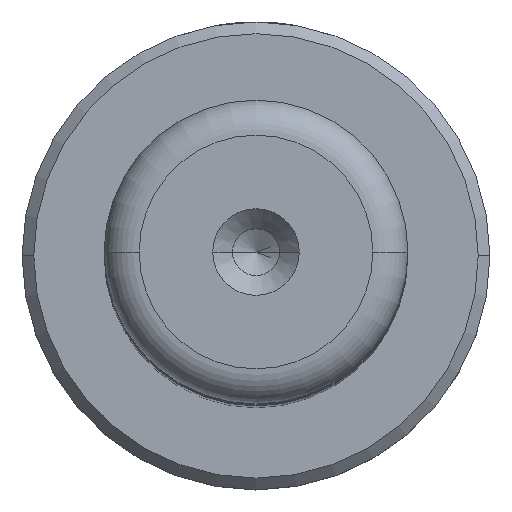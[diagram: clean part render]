
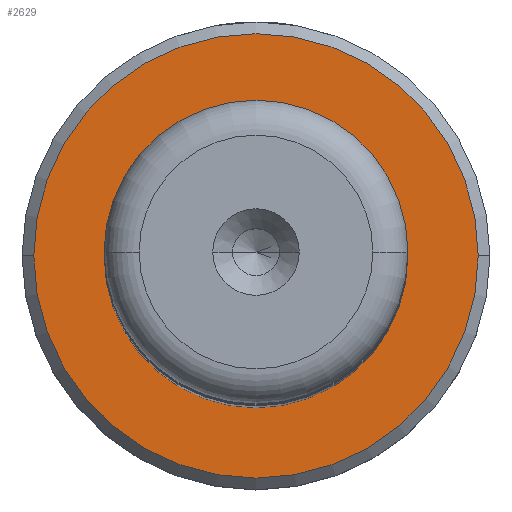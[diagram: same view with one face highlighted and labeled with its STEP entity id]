
A CAD part, top view. The second image highlights one B-rep face of the part: STEP entity #2629.
In plain terms, the highlighted planar face has unit normal (0, 0, 1).
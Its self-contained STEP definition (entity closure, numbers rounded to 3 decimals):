
#34 = PLANE ( 'NONE',  #2211 ) ;
#51 = VERTEX_POINT ( 'NONE', #207 ) ;
#201 = AXIS2_PLACEMENT_3D ( 'NONE', #2099, #732, #2329 ) ;
#207 = CARTESIAN_POINT ( 'NONE',  ( -9.5, 0., 15. ) ) ;
#229 = ORIENTED_EDGE ( 'NONE', *, *, #1127, .T. ) ;
#276 = DIRECTION ( 'NONE',  ( 1., 0., 0. ) ) ;
#401 = ORIENTED_EDGE ( 'NONE', *, *, #1194, .T. ) ;
#508 = EDGE_CURVE ( 'NONE', #2387, #1674, #1164, .T. ) ;
#593 = DIRECTION ( 'NONE',  ( 0., 0., 1. ) ) ;
#675 = CIRCLE ( 'NONE', #201, 5.995 ) ;
#732 = DIRECTION ( 'NONE',  ( 0., 0., -1. ) ) ;
#841 = CARTESIAN_POINT ( 'NONE',  ( 0., 0., 15. ) ) ;
#855 = FACE_BOUND ( 'NONE', #1525, .T. ) ;
#968 = EDGE_CURVE ( 'NONE', #1674, #2387, #675, .T. ) ;
#1005 = VERTEX_POINT ( 'NONE', #2801 ) ;
#1038 = ORIENTED_EDGE ( 'NONE', *, *, #968, .T. ) ;
#1067 = ORIENTED_EDGE ( 'NONE', *, *, #508, .T. ) ;
#1075 = DIRECTION ( 'NONE',  ( 1., 0., 0. ) ) ;
#1127 = EDGE_CURVE ( 'NONE', #1005, #51, #2522, .T. ) ;
#1130 = CARTESIAN_POINT ( 'NONE',  ( -5.995, 0., 15. ) ) ;
#1164 = CIRCLE ( 'NONE', #1901, 5.995 ) ;
#1190 = DIRECTION ( 'NONE',  ( 0., 0., -1. ) ) ;
#1194 = EDGE_CURVE ( 'NONE', #51, #1005, #1265, .T. ) ;
#1265 = CIRCLE ( 'NONE', #2569, 9.5 ) ;
#1525 = EDGE_LOOP ( 'NONE', ( #1038, #1067 ) ) ;
#1670 = DIRECTION ( 'NONE',  ( 0., 0., 1. ) ) ;
#1674 = VERTEX_POINT ( 'NONE', #2890 ) ;
#1901 = AXIS2_PLACEMENT_3D ( 'NONE', #2534, #1190, #2760 ) ;
#1962 = CARTESIAN_POINT ( 'NONE',  ( 0., 0., 15. ) ) ;
#2071 = FACE_OUTER_BOUND ( 'NONE', #2836, .T. ) ;
#2099 = CARTESIAN_POINT ( 'NONE',  ( 0., 0., 15. ) ) ;
#2119 = AXIS2_PLACEMENT_3D ( 'NONE', #1962, #593, #2190 ) ;
#2190 = DIRECTION ( 'NONE',  ( 1., 0., 0. ) ) ;
#2211 = AXIS2_PLACEMENT_3D ( 'NONE', #2566, #1670, #276 ) ;
#2329 = DIRECTION ( 'NONE',  ( -1., 0., 0. ) ) ;
#2387 = VERTEX_POINT ( 'NONE', #1130 ) ;
#2426 = DIRECTION ( 'NONE',  ( 0., 0., 1. ) ) ;
#2522 = CIRCLE ( 'NONE', #2119, 9.5 ) ;
#2534 = CARTESIAN_POINT ( 'NONE',  ( 0., 0., 15. ) ) ;
#2566 = CARTESIAN_POINT ( 'NONE',  ( 0., 0., 15. ) ) ;
#2569 = AXIS2_PLACEMENT_3D ( 'NONE', #841, #2426, #1075 ) ;
#2629 = ADVANCED_FACE ( 'NONE', ( #2071, #855 ), #34, .T. ) ;
#2760 = DIRECTION ( 'NONE',  ( -1., 0., 0. ) ) ;
#2801 = CARTESIAN_POINT ( 'NONE',  ( 9.5, 0., 15. ) ) ;
#2836 = EDGE_LOOP ( 'NONE', ( #401, #229 ) ) ;
#2890 = CARTESIAN_POINT ( 'NONE',  ( 5.995, 0., 15. ) ) ;
